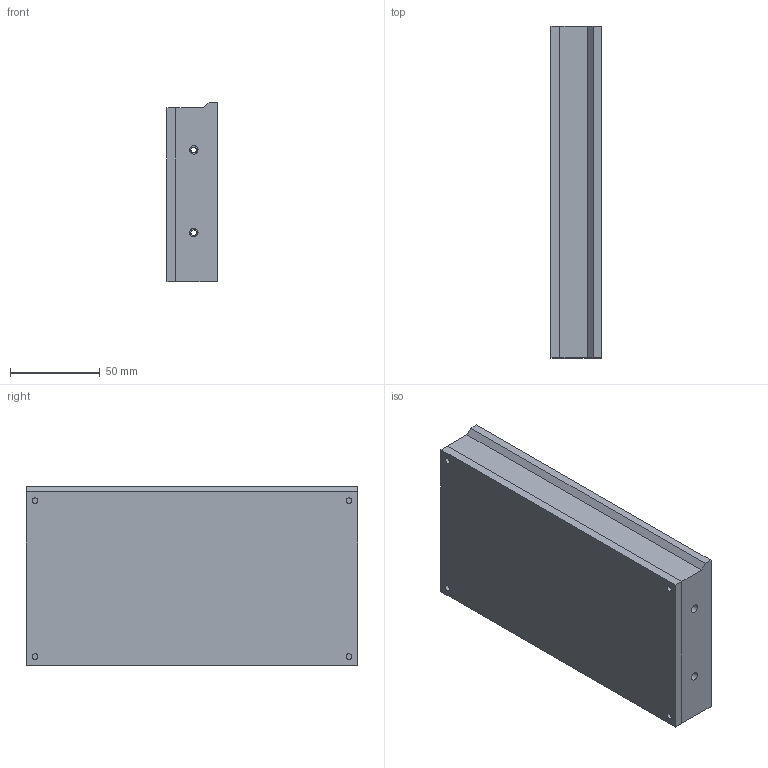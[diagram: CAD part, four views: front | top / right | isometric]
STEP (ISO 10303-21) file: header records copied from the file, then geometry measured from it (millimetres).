
FILE_DESCRIPTION(('HOOPS Exchange Step'),'2;1');
FILE_NAME('Blank Panel Internal Opening.stp','2026-02-08T20:57:12+19:00',('RED'),('Unknown organisation'),'HOOPS Exchange 2025.8','HOOPS Exchange','Unknown authorisation');
FILE_SCHEMA( ('AP203_CONFIGURATION_CONTROLLED_3D_DESIGN_OF_MECHANICAL_PARTS_AND_ASSEMBLIES_MIM_LF') );
Length unit declared in the file: millimetre
Products named in the file (2): 0; root
Assembly tree (1 placements, depth 2):
  root
    0
Bounding box: 28 x 185.01 x 100 mm (x, y, z)
Volume: 203957.7 mm3; surface area: 99303 mm2
Topology: 2 solids, 2 shells, 42 faces, 124 edges, 91 vertices
Faces by surface type: plane 22, cylinder 19, bspline 1
Full cylindrical faces by diameter (mm): 3.2 x9, 4.7 x6
Entity records: 1740 total; most frequent: CARTESIAN_POINT 467, DIRECTION 265, ORIENTED_EDGE 248, EDGE_CURVE 124, AXIS2_PLACEMENT_3D 105, VERTEX_POINT 91, EDGE_LOOP 69, FACE_BOUND 69
